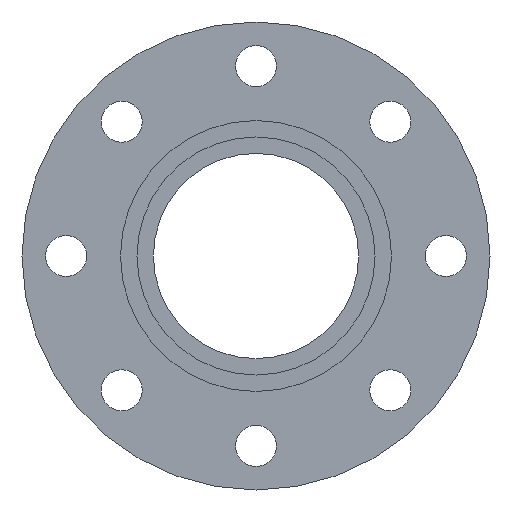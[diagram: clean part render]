
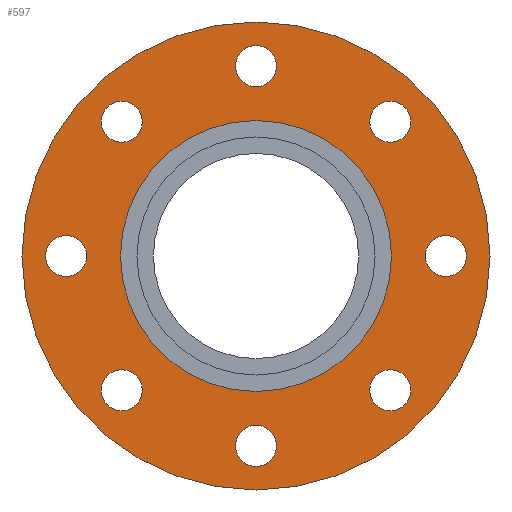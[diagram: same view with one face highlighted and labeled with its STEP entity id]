
A CAD part, left-side view. The second image highlights one B-rep face of the part: STEP entity #597.
In plain terms, the highlighted planar face has unit normal (-1, 0, 0).
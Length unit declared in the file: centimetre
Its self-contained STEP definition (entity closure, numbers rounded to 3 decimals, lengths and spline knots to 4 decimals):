
#35=FACE_BOUND('',#128,.T.);
#36=FACE_BOUND('',#129,.T.);
#37=FACE_BOUND('',#130,.T.);
#38=FACE_BOUND('',#131,.T.);
#39=FACE_BOUND('',#132,.T.);
#40=FACE_BOUND('',#133,.T.);
#41=FACE_BOUND('',#134,.T.);
#42=FACE_BOUND('',#135,.T.);
#43=FACE_BOUND('',#136,.T.);
#59=PLANE('',#667);
#75=FACE_OUTER_BOUND('',#127,.T.);
#127=EDGE_LOOP('',(#459));
#128=EDGE_LOOP('',(#460));
#129=EDGE_LOOP('',(#461));
#130=EDGE_LOOP('',(#462));
#131=EDGE_LOOP('',(#463));
#132=EDGE_LOOP('',(#464));
#133=EDGE_LOOP('',(#465));
#134=EDGE_LOOP('',(#466));
#135=EDGE_LOOP('',(#467));
#136=EDGE_LOOP('',(#468));
#245=CIRCLE('',#665,1.);
#247=CIRCLE('',#668,11.4);
#248=CIRCLE('',#669,1.);
#249=CIRCLE('',#670,1.);
#250=CIRCLE('',#671,1.);
#251=CIRCLE('',#672,6.6);
#252=CIRCLE('',#673,1.);
#253=CIRCLE('',#674,1.);
#254=CIRCLE('',#675,1.);
#255=CIRCLE('',#676,1.);
#297=VERTEX_POINT('',#979);
#299=VERTEX_POINT('',#985);
#300=VERTEX_POINT('',#987);
#301=VERTEX_POINT('',#989);
#302=VERTEX_POINT('',#991);
#303=VERTEX_POINT('',#993);
#304=VERTEX_POINT('',#995);
#305=VERTEX_POINT('',#997);
#306=VERTEX_POINT('',#999);
#307=VERTEX_POINT('',#1001);
#356=EDGE_CURVE('',#297,#297,#245,.T.);
#359=EDGE_CURVE('',#299,#299,#247,.T.);
#360=EDGE_CURVE('',#300,#300,#248,.T.);
#361=EDGE_CURVE('',#301,#301,#249,.T.);
#362=EDGE_CURVE('',#302,#302,#250,.T.);
#363=EDGE_CURVE('',#303,#303,#251,.T.);
#364=EDGE_CURVE('',#304,#304,#252,.T.);
#365=EDGE_CURVE('',#305,#305,#253,.T.);
#366=EDGE_CURVE('',#306,#306,#254,.T.);
#367=EDGE_CURVE('',#307,#307,#255,.T.);
#459=ORIENTED_EDGE('',*,*,#359,.F.);
#460=ORIENTED_EDGE('',*,*,#360,.F.);
#461=ORIENTED_EDGE('',*,*,#361,.F.);
#462=ORIENTED_EDGE('',*,*,#362,.F.);
#463=ORIENTED_EDGE('',*,*,#363,.T.);
#464=ORIENTED_EDGE('',*,*,#364,.T.);
#465=ORIENTED_EDGE('',*,*,#365,.F.);
#466=ORIENTED_EDGE('',*,*,#366,.F.);
#467=ORIENTED_EDGE('',*,*,#367,.F.);
#468=ORIENTED_EDGE('',*,*,#356,.F.);
#597=ADVANCED_FACE('',(#75,#35,#36,#37,#38,#39,#40,#41,#42,#43),#59,.T.);
#665=AXIS2_PLACEMENT_3D('',#980,#790,#791);
#667=AXIS2_PLACEMENT_3D('',#984,#795,#796);
#668=AXIS2_PLACEMENT_3D('',#986,#797,#798);
#669=AXIS2_PLACEMENT_3D('',#988,#799,#800);
#670=AXIS2_PLACEMENT_3D('',#990,#801,#802);
#671=AXIS2_PLACEMENT_3D('',#992,#803,#804);
#672=AXIS2_PLACEMENT_3D('',#994,#805,#806);
#673=AXIS2_PLACEMENT_3D('',#996,#807,#808);
#674=AXIS2_PLACEMENT_3D('',#998,#809,#810);
#675=AXIS2_PLACEMENT_3D('',#1000,#811,#812);
#676=AXIS2_PLACEMENT_3D('',#1002,#813,#814);
#790=DIRECTION('center_axis',(-1.,0.,0.));
#791=DIRECTION('ref_axis',(0.,0.707,0.707));
#795=DIRECTION('center_axis',(-1.,0.,0.));
#796=DIRECTION('ref_axis',(0.,0.,1.));
#797=DIRECTION('center_axis',(1.,0.,0.));
#798=DIRECTION('ref_axis',(0.,0.,-1.));
#799=DIRECTION('center_axis',(-1.,0.,0.));
#800=DIRECTION('ref_axis',(0.,1.,0.));
#801=DIRECTION('center_axis',(-1.,0.,0.));
#802=DIRECTION('ref_axis',(0.,0.,-1.));
#803=DIRECTION('center_axis',(-1.,0.,0.));
#804=DIRECTION('ref_axis',(0.,-1.,0.));
#805=DIRECTION('center_axis',(1.,0.,0.));
#806=DIRECTION('ref_axis',(0.,0.,-1.));
#807=DIRECTION('center_axis',(1.,0.,0.));
#808=DIRECTION('ref_axis',(0.,0.,1.));
#809=DIRECTION('center_axis',(-1.,0.,0.));
#810=DIRECTION('ref_axis',(0.,-0.707,0.707));
#811=DIRECTION('center_axis',(-1.,0.,0.));
#812=DIRECTION('ref_axis',(0.,-0.707,-0.707));
#813=DIRECTION('center_axis',(-1.,0.,0.));
#814=DIRECTION('ref_axis',(0.,0.707,-0.707));
#979=CARTESIAN_POINT('',(-7.6,5.8336,-7.2478));
#980=CARTESIAN_POINT('Origin',(-7.6,6.5407,-6.5407));
#984=CARTESIAN_POINT('Origin',(-7.6,11.4,0.));
#985=CARTESIAN_POINT('',(-7.6,-11.4,0.));
#986=CARTESIAN_POINT('Origin',(-7.6,0.,0.));
#987=CARTESIAN_POINT('',(-7.6,-1.,-9.25));
#988=CARTESIAN_POINT('Origin',(-7.6,0.,-9.25));
#989=CARTESIAN_POINT('',(-7.6,-9.25,1.));
#990=CARTESIAN_POINT('Origin',(-7.6,-9.25,0.));
#991=CARTESIAN_POINT('',(-7.6,1.,9.25));
#992=CARTESIAN_POINT('Origin',(-7.6,0.,9.25));
#993=CARTESIAN_POINT('',(-7.6,-6.6,0.));
#994=CARTESIAN_POINT('Origin',(-7.6,0.,0.));
#995=CARTESIAN_POINT('',(-7.6,9.25,-1.));
#996=CARTESIAN_POINT('Origin',(-7.6,9.25,0.));
#997=CARTESIAN_POINT('',(-7.6,7.2478,5.8336));
#998=CARTESIAN_POINT('Origin',(-7.6,6.5407,6.5407));
#999=CARTESIAN_POINT('',(-7.6,-5.8336,7.2478));
#1000=CARTESIAN_POINT('Origin',(-7.6,-6.5407,6.5407));
#1001=CARTESIAN_POINT('',(-7.6,-7.2478,-5.8336));
#1002=CARTESIAN_POINT('Origin',(-7.6,-6.5407,-6.5407));
